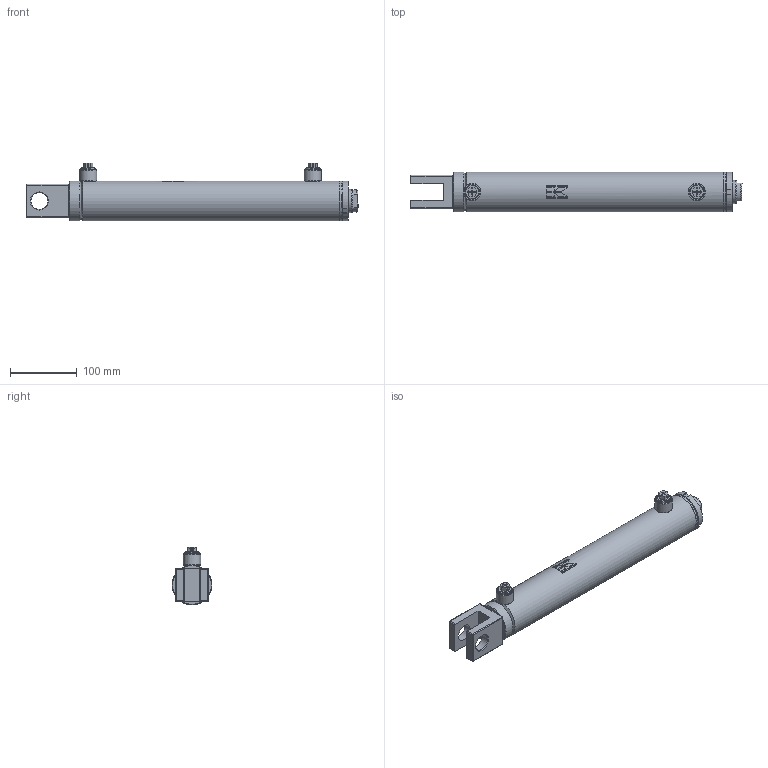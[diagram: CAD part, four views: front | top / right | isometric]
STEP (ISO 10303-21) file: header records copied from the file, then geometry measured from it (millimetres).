
FILE_DESCRIPTION (( 'STEP AP214' ), '1' );
FILE_NAME ('CFGCY0078647-Cylinder.step', '2026-03-09T14:28:49', ( 'Kramp IT' ), ( 'Kramp' ), 'SwSTEP 2.0', 'SolidWorks 2025', '' );
FILE_SCHEMA (( 'AUTOMOTIVE_DESIGN' ));
Length unit declared in the file: millimetre
Products named in the file (18): LSN06E; Tube-MA_Simplified; Rod_Simplified; ATT-NONE; CFGCY0078647-Cylinder; DS2905004_Simplified; DS2905004VM_Simplified; Rod-WA_Simplified; DS3905001A; DS3905013035_Simplified; Tube_Simplified; FS1714; SP06M; MATE-AID; DS2905013035VM_Simplified; Tube-WA_Simplified; DS2905015
Assembly tree (17 placements, depth 4):
  ATT-NONE
  CFGCY0078647-Cylinder
    Tube-WA_Simplified
      Tube-MA_Simplified
        Tube_Simplified
        LSN06E
      LSN06E
      DS3905001A
        DS3905001A
      FS1714
    Rod-WA_Simplified
      Rod_Simplified
    DS2905013035VM_Simplified
      DS3905013035_Simplified
    DS2905004VM_Simplified
      DS2905004_Simplified
    DS2905015
    SP06M  x2
  MATE-AID
Bounding box: 499 x 60 x 87 mm (x, y, z)
Volume: 982259.6 mm3; surface area: 256090.9 mm2
Topology: 11 solids, 11 shells, 294 faces, 662 edges, 418 vertices
Faces by surface type: plane 145, cylinder 92, cone 33, torus 12, sphere 8, bspline 4
Full cylindrical faces by diameter (mm): 4.5 x2, 8 x2, 14.5 x1, 14.95 x2, 16.66 x2, 20.752 x1, 22.2 x2, 22.5 x2, 25.25 x2, 26 x2, 29 x1, 34 x1, 35 x2, 45.41 x2, 48.66 x2, 50 x2, 54 x1, 59.5 x1, 60 x3
Entity records: 7604 total; most frequent: CARTESIAN_POINT 1300, DIRECTION 1066, ORIENTED_EDGE 824, AXIS2_PLACEMENT_3D 430, EDGE_CURVE 412, EDGE_LOOP 334, VERTEX_POINT 296, FACE_OUTER_BOUND 267
